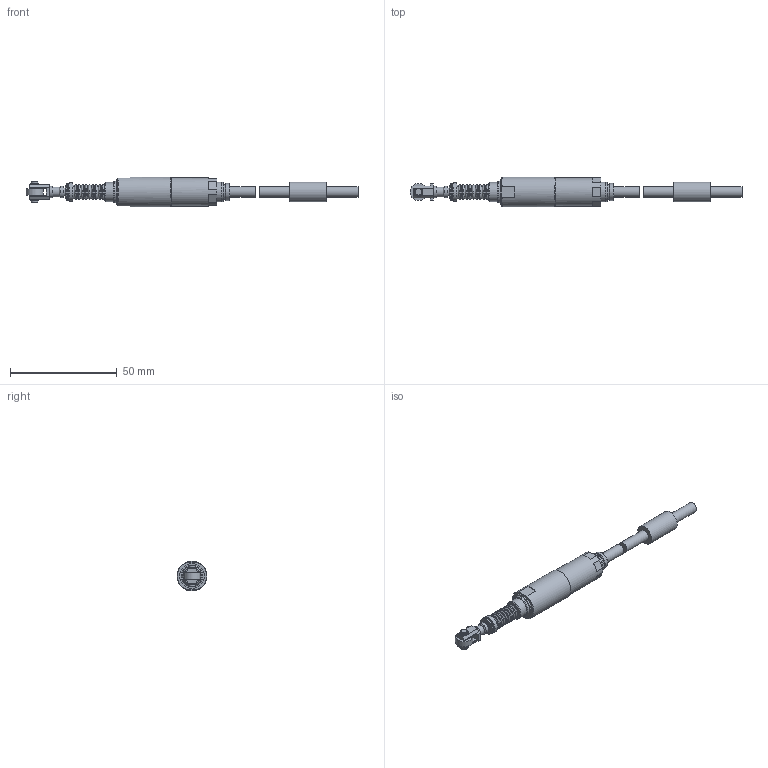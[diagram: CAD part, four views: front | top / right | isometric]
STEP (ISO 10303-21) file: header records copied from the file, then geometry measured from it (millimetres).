
FILE_DESCRIPTION (( 'STEP AP214' ), '1' );
FILE_NAME ('P10DHLTB-TML.STEP', '2019-05-23T21:23:16', ( '' ), ( '' ), 'SwSTEP 2.0', 'SolidWorks 2018', '' );
FILE_SCHEMA (( 'AUTOMOTIVE_DESIGN' ));
Length unit declared in the file: millimetre
Products named in the file (1): P10DHLTB-TML
Bounding box: 155.46 x 14 x 13.99 mm (x, y, z)
Volume: 10699.9 mm3; surface area: 5128.6 mm2
Topology: 2 solids, 2 shells, 156 faces, 331 edges, 205 vertices
Faces by surface type: plane 76, cylinder 32, cone 29, torus 19
Full cylindrical faces by diameter (mm): 2.7 x2, 3 x6, 4.2 x1, 4.5 x1, 5 x3, 5.4 x2, 5.7 x1, 6.5 x1, 7 x1, 7.9 x1, 8 x2, 8.5 x1, 9 x2, 9.3 x2, 10 x1, 11.5 x1, 13.2 x1, 14 x1
Entity records: 3723 total; most frequent: DIRECTION 682, CARTESIAN_POINT 603, ORIENTED_EDGE 484, AXIS2_PLACEMENT_3D 287, EDGE_LOOP 260, EDGE_CURVE 242, FACE_OUTER_BOUND 205, VERTEX_POINT 192
